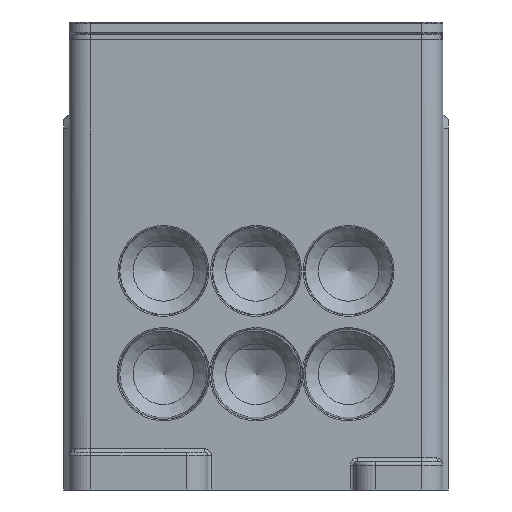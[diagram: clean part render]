
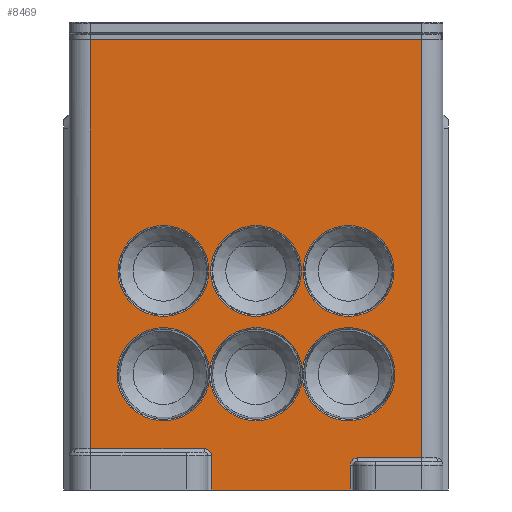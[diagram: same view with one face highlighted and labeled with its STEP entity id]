
A CAD part, front view. The second image highlights one B-rep face of the part: STEP entity #8469.
In plain terms, the highlighted planar face has unit normal (0, -1, 0).
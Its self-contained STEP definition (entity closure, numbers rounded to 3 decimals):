
#262=FACE_BOUND('',#1867,.T.);
#263=FACE_BOUND('',#1868,.T.);
#264=FACE_BOUND('',#1869,.T.);
#265=FACE_BOUND('',#1870,.T.);
#417=B_SPLINE_CURVE_WITH_KNOTS('',3,(#13431,#13432,#13433,#13434,#13435,
#13436),.UNSPECIFIED.,.F.,.F.,(4,2,4),(0.,2.325,4.65),.UNSPECIFIED.);
#782=CIRCLE('',#9057,6.386);
#784=CIRCLE('',#9060,1.);
#789=CIRCLE('',#9067,1.);
#790=CIRCLE('',#9069,6.386);
#791=CIRCLE('',#9071,6.386);
#792=CIRCLE('',#9073,6.534);
#793=CIRCLE('',#9075,6.534);
#794=CIRCLE('',#9076,6.534);
#795=CIRCLE('',#9078,6.534);
#1263=FACE_OUTER_BOUND('',#1866,.T.);
#1866=EDGE_LOOP('',(#6057,#6058,#6059,#6060,#6061,#6062,#6063,#6064,#6065,
#6066));
#1867=EDGE_LOOP('',(#6067,#6068,#6069,#6070));
#1868=EDGE_LOOP('',(#6071));
#1869=EDGE_LOOP('',(#6072));
#1870=EDGE_LOOP('',(#6073));
#2470=LINE('',#13263,#3004);
#2472=LINE('',#13328,#3006);
#2541=LINE('',#13690,#3075);
#2542=LINE('',#13693,#3076);
#2550=LINE('',#13720,#3084);
#2551=LINE('',#13721,#3085);
#2552=LINE('',#13722,#3086);
#3004=VECTOR('',#10308,16.);
#3006=VECTOR('',#10344,9.);
#3075=VECTOR('',#10537,4.8);
#3076=VECTOR('',#10540,3.5);
#3084=VECTOR('',#10572,58.7);
#3085=VECTOR('',#10573,57.4);
#3086=VECTOR('',#10574,19.5);
#3625=VERTEX_POINT('',#13250);
#3626=VERTEX_POINT('',#13253);
#3627=VERTEX_POINT('',#13255);
#3628=VERTEX_POINT('',#13259);
#3630=VERTEX_POINT('',#13265);
#3631=VERTEX_POINT('',#13267);
#3632=VERTEX_POINT('',#13271);
#3633=VERTEX_POINT('',#13274);
#3634=VERTEX_POINT('',#13277);
#3635=VERTEX_POINT('',#13278);
#3636=VERTEX_POINT('',#13299);
#3637=VERTEX_POINT('',#13300);
#3639=VERTEX_POINT('',#13326);
#3667=VERTEX_POINT('',#13425);
#3668=VERTEX_POINT('',#13430);
#3720=VERTEX_POINT('',#13688);
#3721=VERTEX_POINT('',#13692);
#4458=EDGE_CURVE('',#3625,#3625,#782,.T.);
#4460=EDGE_CURVE('',#3626,#3627,#784,.T.);
#4464=EDGE_CURVE('',#3627,#3628,#2470,.T.);
#4467=EDGE_CURVE('',#3631,#3630,#789,.T.);
#4468=EDGE_CURVE('',#3632,#3632,#790,.T.);
#4469=EDGE_CURVE('',#3633,#3633,#791,.T.);
#4471=EDGE_CURVE('',#3634,#3635,#792,.T.);
#4473=EDGE_CURVE('',#3636,#3634,#793,.T.);
#4474=EDGE_CURVE('',#3635,#3637,#794,.T.);
#4475=EDGE_CURVE('',#3637,#3636,#795,.T.);
#4478=EDGE_CURVE('',#3639,#3631,#2472,.T.);
#4512=EDGE_CURVE('',#3668,#3667,#417,.T.);
#4586=EDGE_CURVE('',#3720,#3626,#2541,.T.);
#4587=EDGE_CURVE('',#3630,#3721,#2542,.T.);
#4601=EDGE_CURVE('',#3668,#3639,#2550,.T.);
#4602=EDGE_CURVE('',#3628,#3667,#2551,.T.);
#4603=EDGE_CURVE('',#3720,#3721,#2552,.T.);
#6057=ORIENTED_EDGE('',*,*,#4587,.F.);
#6058=ORIENTED_EDGE('',*,*,#4467,.F.);
#6059=ORIENTED_EDGE('',*,*,#4478,.F.);
#6060=ORIENTED_EDGE('',*,*,#4601,.F.);
#6061=ORIENTED_EDGE('',*,*,#4512,.T.);
#6062=ORIENTED_EDGE('',*,*,#4602,.F.);
#6063=ORIENTED_EDGE('',*,*,#4464,.F.);
#6064=ORIENTED_EDGE('',*,*,#4460,.F.);
#6065=ORIENTED_EDGE('',*,*,#4586,.F.);
#6066=ORIENTED_EDGE('',*,*,#4603,.T.);
#6067=ORIENTED_EDGE('',*,*,#4475,.F.);
#6068=ORIENTED_EDGE('',*,*,#4474,.F.);
#6069=ORIENTED_EDGE('',*,*,#4471,.F.);
#6070=ORIENTED_EDGE('',*,*,#4473,.F.);
#6071=ORIENTED_EDGE('',*,*,#4469,.F.);
#6072=ORIENTED_EDGE('',*,*,#4468,.F.);
#6073=ORIENTED_EDGE('',*,*,#4458,.F.);
#7603=PLANE('',#9155);
#8469=ADVANCED_FACE('',(#1263,#262,#263,#264,#265),#7603,.T.);
#9057=AXIS2_PLACEMENT_3D('',#13251,#10293,#10294);
#9060=AXIS2_PLACEMENT_3D('',#13256,#10299,#10300);
#9067=AXIS2_PLACEMENT_3D('',#13269,#10315,#10316);
#9069=AXIS2_PLACEMENT_3D('',#13272,#10319,#10320);
#9071=AXIS2_PLACEMENT_3D('',#13275,#10323,#10324);
#9073=AXIS2_PLACEMENT_3D('',#13297,#10327,#10328);
#9075=AXIS2_PLACEMENT_3D('',#13319,#10331,#10332);
#9076=AXIS2_PLACEMENT_3D('',#13320,#10333,#10334);
#9078=AXIS2_PLACEMENT_3D('',#13322,#10337,#10338);
#9155=AXIS2_PLACEMENT_3D('',#13719,#10570,#10571);
#10293=DIRECTION('center_axis',(0.,-1.,0.));
#10294=DIRECTION('ref_axis',(1.,0.,0.));
#10299=DIRECTION('center_axis',(0.,-1.,0.));
#10300=DIRECTION('ref_axis',(0.707,0.,0.707));
#10308=DIRECTION('',(-1.,0.,0.));
#10315=DIRECTION('center_axis',(0.,-1.,0.));
#10316=DIRECTION('ref_axis',(-0.707,0.,0.707));
#10319=DIRECTION('center_axis',(0.,-1.,0.));
#10320=DIRECTION('ref_axis',(1.,0.,0.));
#10323=DIRECTION('center_axis',(0.,-1.,0.));
#10324=DIRECTION('ref_axis',(1.,0.,0.));
#10327=DIRECTION('center_axis',(0.,-1.,0.));
#10328=DIRECTION('ref_axis',(1.,0.,0.));
#10331=DIRECTION('center_axis',(0.,-1.,0.));
#10332=DIRECTION('ref_axis',(1.,0.,0.));
#10333=DIRECTION('center_axis',(0.,-1.,0.));
#10334=DIRECTION('ref_axis',(1.,0.,0.));
#10337=DIRECTION('center_axis',(0.,-1.,0.));
#10338=DIRECTION('ref_axis',(1.,0.,0.));
#10344=DIRECTION('',(-1.,0.,0.));
#10537=DIRECTION('',(0.,0.,1.));
#10540=DIRECTION('',(0.,0.,-1.));
#10570=DIRECTION('center_axis',(0.,-1.,0.));
#10571=DIRECTION('ref_axis',(1.,0.,0.));
#10572=DIRECTION('',(0.,0.,-1.));
#10573=DIRECTION('',(0.,0.,1.));
#10574=DIRECTION('',(1.,0.,0.));
#13250=CARTESIAN_POINT('',(19.864,0.,30.75));
#13251=CARTESIAN_POINT('Origin',(26.25,0.,30.75));
#13253=CARTESIAN_POINT('',(20.,0.,4.8));
#13255=CARTESIAN_POINT('',(19.,0.,5.8));
#13256=CARTESIAN_POINT('Origin',(19.,0.,4.8));
#13259=CARTESIAN_POINT('',(3.,0.,5.8));
#13263=CARTESIAN_POINT('',(0.,0.,5.8));
#13265=CARTESIAN_POINT('',(39.5,0.,3.5));
#13267=CARTESIAN_POINT('',(40.5,0.,4.5));
#13269=CARTESIAN_POINT('Origin',(40.5,0.,3.5));
#13271=CARTESIAN_POINT('',(6.864,0.,30.75));
#13272=CARTESIAN_POINT('Origin',(13.25,0.,30.75));
#13274=CARTESIAN_POINT('',(32.864,0.,30.75));
#13275=CARTESIAN_POINT('Origin',(39.25,0.,30.75));
#13277=CARTESIAN_POINT('',(32.75,0.,15.585));
#13278=CARTESIAN_POINT('',(32.75,0.,16.915));
#13297=CARTESIAN_POINT('Origin',(39.25,0.,16.25));
#13299=CARTESIAN_POINT('',(19.75,0.,15.585));
#13300=CARTESIAN_POINT('',(19.75,0.,16.915));
#13319=CARTESIAN_POINT('Origin',(26.25,0.,16.25));
#13320=CARTESIAN_POINT('Origin',(26.25,0.,16.25));
#13322=CARTESIAN_POINT('Origin',(13.25,0.,16.25));
#13326=CARTESIAN_POINT('',(49.5,0.,4.5));
#13328=CARTESIAN_POINT('',(23.125,0.,4.5));
#13425=CARTESIAN_POINT('',(3.,0.,63.2));
#13430=CARTESIAN_POINT('',(49.5,0.,63.2));
#13431=CARTESIAN_POINT('Ctrl Pts',(49.5,0.,63.2));
#13432=CARTESIAN_POINT('Ctrl Pts',(41.75,0.,63.2));
#13433=CARTESIAN_POINT('Ctrl Pts',(34.,0.,63.2));
#13434=CARTESIAN_POINT('Ctrl Pts',(18.5,0.,63.2));
#13435=CARTESIAN_POINT('Ctrl Pts',(10.75,0.,63.2));
#13436=CARTESIAN_POINT('Ctrl Pts',(3.,0.,63.2));
#13688=CARTESIAN_POINT('',(20.,0.,0.));
#13690=CARTESIAN_POINT('',(20.,0.,1.325));
#13692=CARTESIAN_POINT('',(39.5,0.,0.));
#13693=CARTESIAN_POINT('',(39.5,0.,0.));
#13719=CARTESIAN_POINT('Origin',(0.,0.,0.));
#13720=CARTESIAN_POINT('',(49.5,0.,0.));
#13721=CARTESIAN_POINT('',(3.,0.,0.));
#13722=CARTESIAN_POINT('',(0.,0.,0.));
